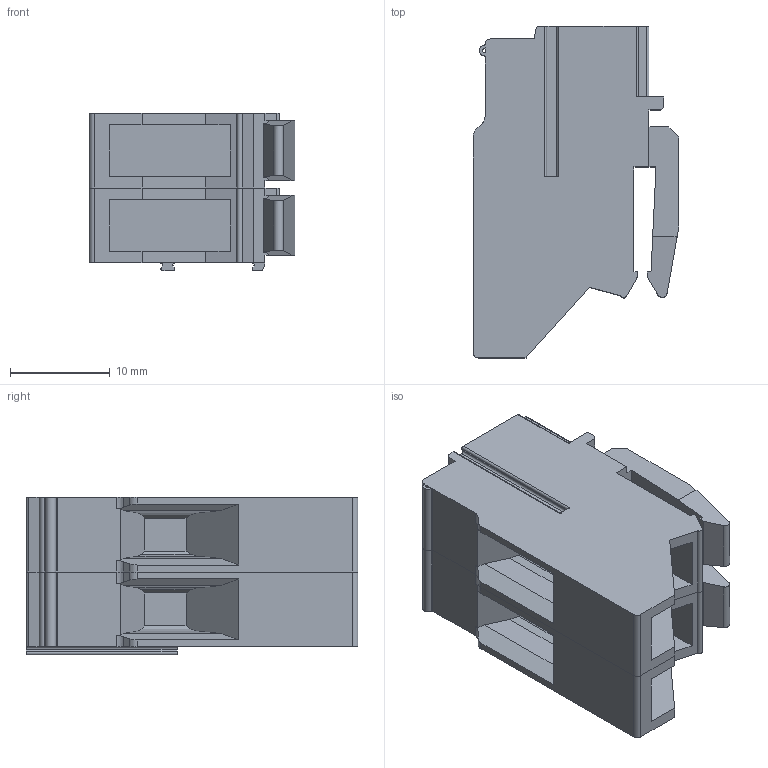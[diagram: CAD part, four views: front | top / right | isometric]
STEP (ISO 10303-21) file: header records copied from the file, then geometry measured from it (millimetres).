
FILE_DESCRIPTION(('FreeCAD Model'),'2;1');
FILE_NAME('1142_TK_4_2.stp','2018-08-31T08:06:43',('Author'),(''), 'Open CASCADE STEP processor 7.2','FreeCAD','Unknown');
FILE_SCHEMA(('AUTOMOTIVE_DESIGN { 1 0 10303 214 1 1 1 1 }'));
Length unit declared in the file: millimetre
Products named in the file (1): 1142_TK_4_2
Bounding box: 20.6 x 33.18 x 15.8 mm (x, y, z)
Volume: 6293 mm3; surface area: 4887.2 mm2
Topology: 2 solids, 2 shells, 230 faces, 654 edges, 436 vertices
Faces by surface type: plane 166, cylinder 64
Entity records: 18176 total; most frequent: CARTESIAN_POINT 3501, DIRECTION 2428, LINE 1686, VECTOR 1686, ORIENTED_EDGE 1308, PCURVE 1308, DEFINITIONAL_REPRESENTATION 1308, EDGE_CURVE 654
